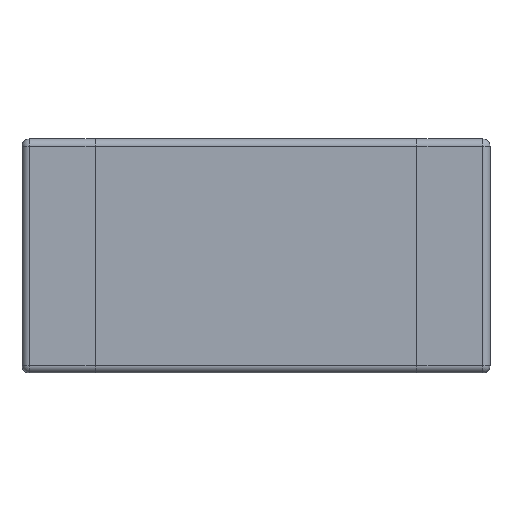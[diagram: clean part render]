
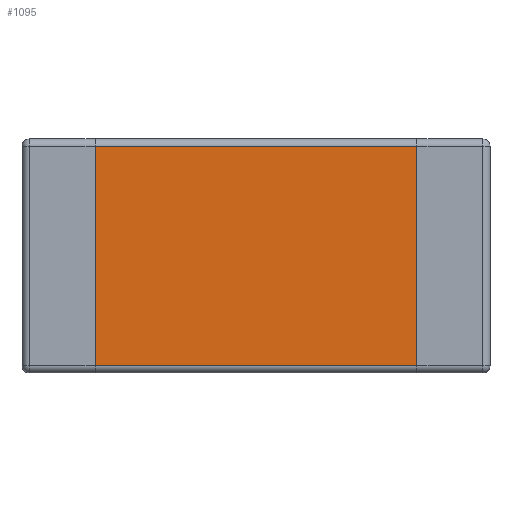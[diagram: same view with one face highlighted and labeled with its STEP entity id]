
A CAD part, front view. The second image highlights one B-rep face of the part: STEP entity #1095.
In plain terms, the highlighted planar face has unit normal (0, -1, 0).
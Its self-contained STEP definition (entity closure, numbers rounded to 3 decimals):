
#1056 = CARTESIAN_POINT ( 'NONE',  ( -1.1, 0., -0.75 ) ) ;
#1057 = VERTEX_POINT ( 'NONE', #1056 ) ;
#1058 = CARTESIAN_POINT ( 'NONE',  ( -1.1, 0., 0.75 ) ) ;
#1059 = VERTEX_POINT ( 'NONE', #1058 ) ;
#1060 = CARTESIAN_POINT ( 'NONE',  ( -1.1, 0., 0.8 ) ) ;
#1061 = DIRECTION ( 'NONE',  ( 0., 0., 1. ) ) ;
#1062 = VECTOR ( 'NONE', #1061, 1000. ) ;
#1063 = LINE ( 'NONE', #1060, #1062 ) ;
#1064 = EDGE_CURVE ( 'NONE', #1057, #1059, #1063, .T. ) ;
#1065 = ORIENTED_EDGE ( 'NONE', *, *, #1064, .F. ) ;
#1066 = CARTESIAN_POINT ( 'NONE',  ( 1.1, 0., -0.75 ) ) ;
#1067 = VERTEX_POINT ( 'NONE', #1066 ) ;
#1068 = CARTESIAN_POINT ( 'NONE',  ( 1.1, 0., -0.75 ) ) ;
#1069 = DIRECTION ( 'NONE',  ( 1., 0., 0. ) ) ;
#1070 = VECTOR ( 'NONE', #1069, 1000. ) ;
#1071 = LINE ( 'NONE', #1068, #1070 ) ;
#1072 = EDGE_CURVE ( 'NONE', #1057, #1067, #1071, .T. ) ;
#1073 = ORIENTED_EDGE ( 'NONE', *, *, #1072, .T. ) ;
#1074 = CARTESIAN_POINT ( 'NONE',  ( 1.1, 0., 0.75 ) ) ;
#1075 = VERTEX_POINT ( 'NONE', #1074 ) ;
#1076 = CARTESIAN_POINT ( 'NONE',  ( 1.1, 0., 0.8 ) ) ;
#1077 = DIRECTION ( 'NONE',  ( 0., 0., -1. ) ) ;
#1078 = VECTOR ( 'NONE', #1077, 1000. ) ;
#1079 = LINE ( 'NONE', #1076, #1078 ) ;
#1080 = EDGE_CURVE ( 'NONE', #1075, #1067, #1079, .T. ) ;
#1081 = ORIENTED_EDGE ( 'NONE', *, *, #1080, .F. ) ;
#1082 = CARTESIAN_POINT ( 'NONE',  ( -1.1, 0., 0.75 ) ) ;
#1083 = DIRECTION ( 'NONE',  ( -1., 0., 0. ) ) ;
#1084 = VECTOR ( 'NONE', #1083, 1000. ) ;
#1085 = LINE ( 'NONE', #1082, #1084 ) ;
#1086 = EDGE_CURVE ( 'NONE', #1075, #1059, #1085, .T. ) ;
#1087 = ORIENTED_EDGE ( 'NONE', *, *, #1086, .T. ) ;
#1088 = EDGE_LOOP ( 'NONE', ( #1065, #1073, #1081, #1087 ) ) ;
#1089 = FACE_OUTER_BOUND ( 'NONE', #1088, .T. ) ;
#1090 = CARTESIAN_POINT ( 'NONE',  ( 0., 0., 0. ) ) ;
#1091 = DIRECTION ( 'NONE',  ( 0., -1., 0. ) ) ;
#1092 = DIRECTION ( 'NONE',  ( 0., 0., -1. ) ) ;
#1093 = AXIS2_PLACEMENT_3D ( 'NONE', #1090, #1091, #1092 ) ;
#1094 = PLANE ( 'NONE', #1093 ) ;
#1095 = ADVANCED_FACE ( 'NONE', ( #1089 ), #1094, .T. ) ;
